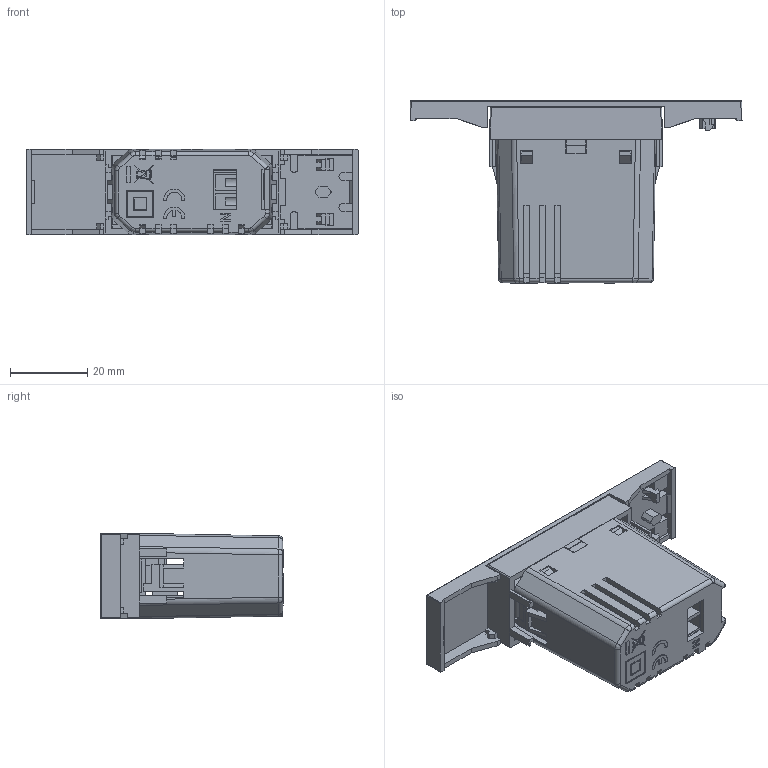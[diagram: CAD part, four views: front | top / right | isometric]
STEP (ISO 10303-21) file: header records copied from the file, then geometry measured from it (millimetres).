
FILE_DESCRIPTION (( 'STEP AP214' ), '1' );
FILE_NAME ('L.NOW-A+C-20200115.STEP', '2020-01-15T07:25:39', ( 'ylmfeng' ), ( 'ylmfeng.com' ), 'SwSTEP 2.0', 'SolidWorks 2015', '' );
FILE_SCHEMA (( 'AUTOMOTIVE_DESIGN' ));
Length unit declared in the file: millimetre
Products named in the file (11): 4BOX-USB-A+C-PCB°å-B°å-20190702; 4BOX-USB-A+C-PCB°å-20190702; L.NOW-A+C-20200115; 4BOX-USB耀輸盓殤-20190822載陔; L.NOW脣釱珨弇傍啣-20191214; L.NOW插座一位边框-20191214更新; L.NOW-USB-A+C耀輸珨弇狟裔-20191119; L.NOW-USB-A+C耀輸珨弇奻裔-20191218; 4BOX-C諳醱啣-20191106載陔; ULO-TB25諉盄翐-20171222; PCB-USBµ××ù-Êú°å-Ë«USB
Assembly tree (10 placements, depth 2):
  L.NOW-A+C-20200115
    4BOX-USB-A+C-PCB°å-20190702
    4BOX-USB-A+C-PCB°å-B°å-20190702
    PCB-USBµ××ù-Êú°å-Ë«USB
    ULO-TB25諉盄翐-20171222
    4BOX-C諳醱啣-20191106載陔
    L.NOW-USB-A+C耀輸珨弇奻裔-20191218
    L.NOW-USB-A+C耀輸珨弇狟裔-20191119
    L.NOW插座一位边框-20191214更新
    L.NOW脣釱珨弇傍啣-20191214
    4BOX-USB耀輸盓殤-20190822載陔
Bounding box: 85.73 x 47.15 x 22.2 mm (x, y, z)
Volume: 22996 mm3; surface area: 29117.4 mm2
Topology: 10 solids, 10 shells, 1110 faces, 3009 edges, 1943 vertices
Faces by surface type: plane 830, cylinder 161, bspline 46, cone 34, torus 30, sphere 9
Entity records: 35383 total; most frequent: CARTESIAN_POINT 6819, ORIENTED_EDGE 6018, DIRECTION 5427, EDGE_CURVE 3009, VECTOR 2497, LINE 2497, VERTEX_POINT 1943, AXIS2_PLACEMENT_3D 1465
